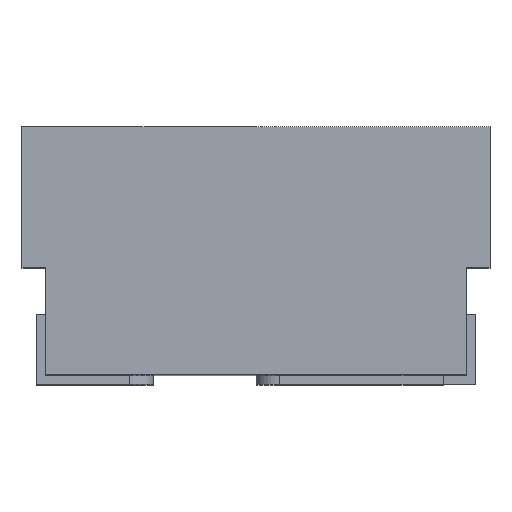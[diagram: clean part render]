
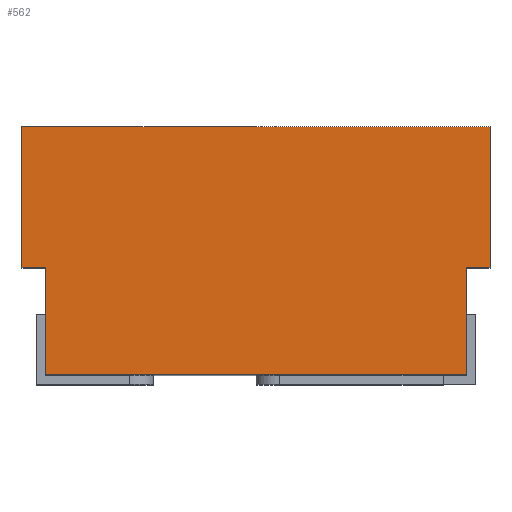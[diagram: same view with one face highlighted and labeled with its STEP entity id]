
A CAD part, top view. The second image highlights one B-rep face of the part: STEP entity #562.
In plain terms, the highlighted planar face has unit normal (0, 0, 1).
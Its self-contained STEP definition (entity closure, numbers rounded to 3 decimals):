
#11 = LINE ( 'NONE', #1290, #285 ) ;
#60 = VECTOR ( 'NONE', #655, 1000. ) ;
#70 = CARTESIAN_POINT ( 'NONE',  ( 0.45, 0.25, 0.55 ) ) ;
#112 = CARTESIAN_POINT ( 'NONE',  ( 0.5, 0.55, 0.55 ) ) ;
#158 = CARTESIAN_POINT ( 'NONE',  ( -0.45, 0.02, 0.55 ) ) ;
#173 = VERTEX_POINT ( 'NONE', #823 ) ;
#189 = LINE ( 'NONE', #827, #1355 ) ;
#191 = ORIENTED_EDGE ( 'NONE', *, *, #415, .T. ) ;
#201 = DIRECTION ( 'NONE',  ( 1., 0., 0. ) ) ;
#207 = CARTESIAN_POINT ( 'NONE',  ( 0.45, 0.02, 0.55 ) ) ;
#208 = ORIENTED_EDGE ( 'NONE', *, *, #1060, .T. ) ;
#222 = VERTEX_POINT ( 'NONE', #1311 ) ;
#252 = LINE ( 'NONE', #1030, #393 ) ;
#285 = VECTOR ( 'NONE', #310, 1000. ) ;
#293 = VERTEX_POINT ( 'NONE', #339 ) ;
#302 = CARTESIAN_POINT ( 'NONE',  ( -0.5, 0.25, 0.55 ) ) ;
#310 = DIRECTION ( 'NONE',  ( 1., 0., 0. ) ) ;
#339 = CARTESIAN_POINT ( 'NONE',  ( -0.5, 0.55, 0.55 ) ) ;
#354 = VECTOR ( 'NONE', #1086, 1000. ) ;
#360 = ORIENTED_EDGE ( 'NONE', *, *, #895, .T. ) ;
#361 = DIRECTION ( 'NONE',  ( 0., 1., 0. ) ) ;
#393 = VECTOR ( 'NONE', #361, 1000. ) ;
#412 = VERTEX_POINT ( 'NONE', #158 ) ;
#415 = EDGE_CURVE ( 'NONE', #1126, #851, #801, .T. ) ;
#439 = LINE ( 'NONE', #870, #354 ) ;
#453 = CARTESIAN_POINT ( 'NONE',  ( 0., 0., 0.55 ) ) ;
#455 = EDGE_CURVE ( 'NONE', #1043, #222, #252, .T. ) ;
#514 = CARTESIAN_POINT ( 'NONE',  ( 0.5, 0.25, 0.55 ) ) ;
#559 = LINE ( 'NONE', #664, #60 ) ;
#562 = ADVANCED_FACE ( 'NONE', ( #1294 ), #1189, .F. ) ;
#583 = VECTOR ( 'NONE', #1381, 1000. ) ;
#590 = ORIENTED_EDGE ( 'NONE', *, *, #976, .T. ) ;
#610 = EDGE_LOOP ( 'NONE', ( #360, #1291, #813, #191, #752, #961, #590, #208 ) ) ;
#624 = VERTEX_POINT ( 'NONE', #773 ) ;
#633 = LINE ( 'NONE', #302, #583 ) ;
#653 = EDGE_CURVE ( 'NONE', #624, #412, #439, .T. ) ;
#655 = DIRECTION ( 'NONE',  ( 1., 0., 0. ) ) ;
#664 = CARTESIAN_POINT ( 'NONE',  ( -0.45, 0.25, 0.55 ) ) ;
#752 = ORIENTED_EDGE ( 'NONE', *, *, #955, .T. ) ;
#773 = CARTESIAN_POINT ( 'NONE',  ( -0.45, 0.25, 0.55 ) ) ;
#794 = CARTESIAN_POINT ( 'NONE',  ( 0.45, 0.02, 0.55 ) ) ;
#801 = LINE ( 'NONE', #794, #1013 ) ;
#813 = ORIENTED_EDGE ( 'NONE', *, *, #1017, .T. ) ;
#823 = CARTESIAN_POINT ( 'NONE',  ( -0.5, 0.25, 0.55 ) ) ;
#827 = CARTESIAN_POINT ( 'NONE',  ( -0.45, 0.02, 0.55 ) ) ;
#851 = VERTEX_POINT ( 'NONE', #70 ) ;
#870 = CARTESIAN_POINT ( 'NONE',  ( -0.45, 0.02, 0.55 ) ) ;
#889 = DIRECTION ( 'NONE',  ( 0., 0., -1. ) ) ;
#895 = EDGE_CURVE ( 'NONE', #173, #624, #559, .T. ) ;
#915 = DIRECTION ( 'NONE',  ( 0., 1., 0. ) ) ;
#955 = EDGE_CURVE ( 'NONE', #851, #1043, #11, .T. ) ;
#961 = ORIENTED_EDGE ( 'NONE', *, *, #455, .T. ) ;
#966 = LINE ( 'NONE', #112, #1083 ) ;
#976 = EDGE_CURVE ( 'NONE', #222, #293, #966, .T. ) ;
#1013 = VECTOR ( 'NONE', #915, 1000. ) ;
#1017 = EDGE_CURVE ( 'NONE', #412, #1126, #189, .T. ) ;
#1030 = CARTESIAN_POINT ( 'NONE',  ( 0.5, 0.25, 0.55 ) ) ;
#1043 = VERTEX_POINT ( 'NONE', #514 ) ;
#1060 = EDGE_CURVE ( 'NONE', #293, #173, #633, .T. ) ;
#1078 = DIRECTION ( 'NONE',  ( -1., 0., 0. ) ) ;
#1083 = VECTOR ( 'NONE', #1078, 1000. ) ;
#1086 = DIRECTION ( 'NONE',  ( 0., -1., 0. ) ) ;
#1126 = VERTEX_POINT ( 'NONE', #207 ) ;
#1189 = PLANE ( 'NONE',  #1375 ) ;
#1290 = CARTESIAN_POINT ( 'NONE',  ( 0.45, 0.25, 0.55 ) ) ;
#1291 = ORIENTED_EDGE ( 'NONE', *, *, #653, .T. ) ;
#1294 = FACE_OUTER_BOUND ( 'NONE', #610, .T. ) ;
#1311 = CARTESIAN_POINT ( 'NONE',  ( 0.5, 0.55, 0.55 ) ) ;
#1327 = DIRECTION ( 'NONE',  ( -1., 0., 0. ) ) ;
#1355 = VECTOR ( 'NONE', #201, 1000. ) ;
#1375 = AXIS2_PLACEMENT_3D ( 'NONE', #453, #889, #1327 ) ;
#1381 = DIRECTION ( 'NONE',  ( 0., -1., 0. ) ) ;
